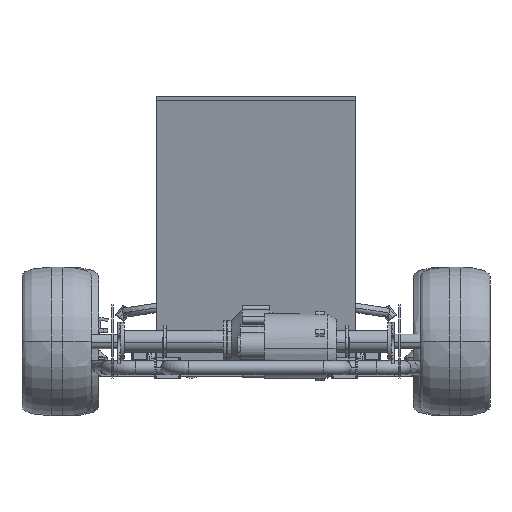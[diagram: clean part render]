
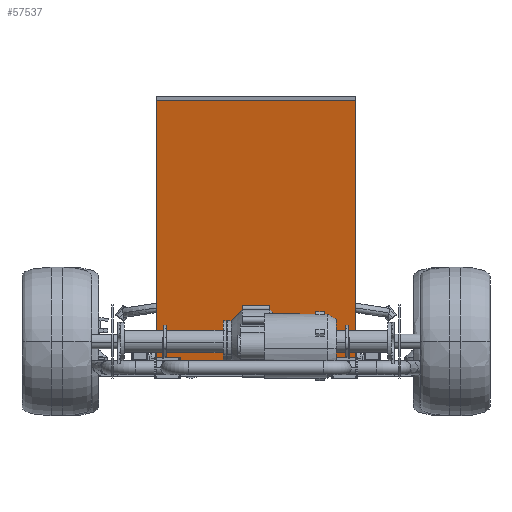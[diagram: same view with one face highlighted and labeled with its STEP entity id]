
A CAD part, left-side view. The second image highlights one B-rep face of the part: STEP entity #57537.
In plain terms, the highlighted face is planar.
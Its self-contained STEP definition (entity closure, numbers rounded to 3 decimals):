
#56779=DIRECTION('',(0.193,0.,0.981));
#56780=VECTOR('',#56779,570.701);
#56781=CARTESIAN_POINT('',(-275.,-215.,-560.));
#56782=LINE('',#56781,#56780);
#56828=DIRECTION('',(0.,1.,0.));
#56829=VECTOR('',#56828,430.);
#56830=CARTESIAN_POINT('',(-165.,-215.,0.));
#56831=LINE('',#56830,#56829);
#56963=DIRECTION('',(0.,1.,0.));
#56964=VECTOR('',#56963,430.);
#56965=CARTESIAN_POINT('',(-275.,-215.,-560.));
#56966=LINE('',#56965,#56964);
#56991=DIRECTION('',(0.193,0.,0.981));
#56992=VECTOR('',#56991,570.701);
#56993=CARTESIAN_POINT('',(-275.,215.,-560.));
#56994=LINE('',#56993,#56992);
#57305=CARTESIAN_POINT('',(-275.,-215.,-560.));
#57306=VERTEX_POINT('',#57305);
#57307=CARTESIAN_POINT('',(-165.,-215.,0.));
#57308=VERTEX_POINT('',#57307);
#57313=CARTESIAN_POINT('',(-275.,215.,-560.));
#57314=VERTEX_POINT('',#57313);
#57315=CARTESIAN_POINT('',(-165.,215.,0.));
#57316=VERTEX_POINT('',#57315);
#57524=CARTESIAN_POINT('',(-275.,-215.,-560.));
#57525=DIRECTION('',(-0.981,0.,0.193));
#57526=DIRECTION('',(0.193,0.,0.981));
#57527=AXIS2_PLACEMENT_3D('',#57524,#57525,#57526);
#57528=PLANE('',#57527);
#57529=ORIENTED_EDGE('',*,*,#57406,.F.);
#57531=ORIENTED_EDGE('',*,*,#57530,.T.);
#57533=ORIENTED_EDGE('',*,*,#57532,.T.);
#57534=ORIENTED_EDGE('',*,*,#57444,.F.);
#57535=EDGE_LOOP('',(#57529,#57531,#57533,#57534));
#57536=FACE_OUTER_BOUND('',#57535,.F.);
#57406=EDGE_CURVE('',#57306,#57308,#56782,.T.);
#57444=EDGE_CURVE('',#57308,#57316,#56831,.T.);
#57530=EDGE_CURVE('',#57306,#57314,#56966,.T.);
#57532=EDGE_CURVE('',#57314,#57316,#56994,.T.);
#57537=ADVANCED_FACE('',(#57536),#57528,.T.);
